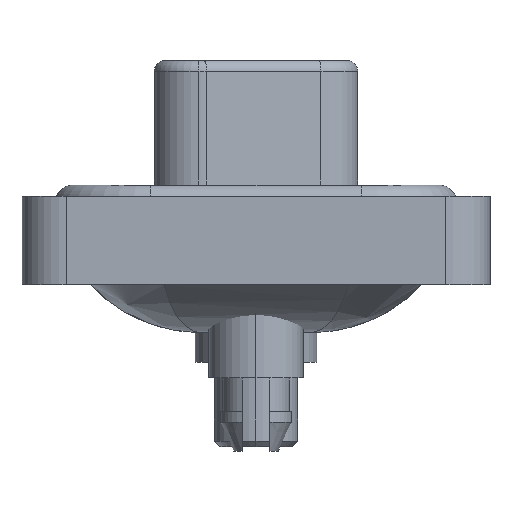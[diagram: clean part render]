
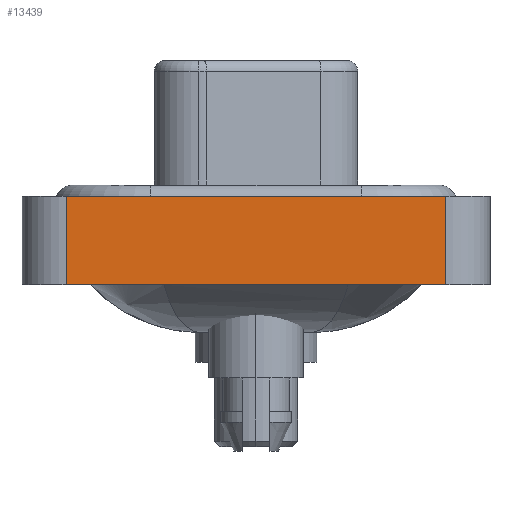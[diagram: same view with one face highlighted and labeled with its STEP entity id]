
A CAD part, left-side view. The second image highlights one B-rep face of the part: STEP entity #13439.
In plain terms, the highlighted planar face has unit normal (-1, 0, 0).
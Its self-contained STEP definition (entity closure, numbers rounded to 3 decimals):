
#507 = CARTESIAN_POINT ( 'NONE',  ( -7.3, -8.55, -3.6 ) ) ;
#763 = CARTESIAN_POINT ( 'NONE',  ( -7.3, -8.55, 0.4 ) ) ;
#1006 = EDGE_CURVE ( 'NONE', #3405, #1749, #23540, .T. ) ;
#1062 = VECTOR ( 'NONE', #19709, 1000. ) ;
#1326 = ORIENTED_EDGE ( 'NONE', *, *, #15872, .F. ) ;
#1468 = CARTESIAN_POINT ( 'NONE',  ( -7.3, -8.55, -3.6 ) ) ;
#1749 = VERTEX_POINT ( 'NONE', #507 ) ;
#3112 = DIRECTION ( 'NONE',  ( 0., -1., 0. ) ) ;
#3293 = EDGE_LOOP ( 'NONE', ( #16491, #7714, #1326, #5106 ) ) ;
#3405 = VERTEX_POINT ( 'NONE', #7560 ) ;
#3592 = LINE ( 'NONE', #18512, #8923 ) ;
#4427 = VECTOR ( 'NONE', #3112, 1000. ) ;
#4994 = PLANE ( 'NONE',  #15175 ) ;
#5068 = CARTESIAN_POINT ( 'NONE',  ( -7.3, -8.55, -3.6 ) ) ;
#5106 = ORIENTED_EDGE ( 'NONE', *, *, #1006, .T. ) ;
#5353 = VECTOR ( 'NONE', #6788, 1000. ) ;
#6753 = LINE ( 'NONE', #11789, #1062 ) ;
#6788 = DIRECTION ( 'NONE',  ( 0., -1., 0. ) ) ;
#7290 = VERTEX_POINT ( 'NONE', #763 ) ;
#7560 = CARTESIAN_POINT ( 'NONE',  ( -7.3, 8.55, -3.6 ) ) ;
#7714 = ORIENTED_EDGE ( 'NONE', *, *, #8748, .F. ) ;
#8748 = EDGE_CURVE ( 'NONE', #16587, #7290, #12305, .T. ) ;
#8907 = DIRECTION ( 'NONE',  ( 0., 0., 1. ) ) ;
#8923 = VECTOR ( 'NONE', #15684, 1000. ) ;
#10585 = CARTESIAN_POINT ( 'NONE',  ( -7.3, 8.55, 0.4 ) ) ;
#11789 = CARTESIAN_POINT ( 'NONE',  ( -7.3, -8.55, -3.6 ) ) ;
#12190 = CARTESIAN_POINT ( 'NONE',  ( -7.3, -8.55, 0.4 ) ) ;
#12305 = LINE ( 'NONE', #12190, #5353 ) ;
#13439 = ADVANCED_FACE ( 'NONE', ( #18473 ), #4994, .T. ) ;
#15175 = AXIS2_PLACEMENT_3D ( 'NONE', #1468, #22122, #8907 ) ;
#15684 = DIRECTION ( 'NONE',  ( 0., 0., 1. ) ) ;
#15872 = EDGE_CURVE ( 'NONE', #3405, #16587, #3592, .T. ) ;
#16491 = ORIENTED_EDGE ( 'NONE', *, *, #19947, .T. ) ;
#16587 = VERTEX_POINT ( 'NONE', #10585 ) ;
#18473 = FACE_OUTER_BOUND ( 'NONE', #3293, .T. ) ;
#18512 = CARTESIAN_POINT ( 'NONE',  ( -7.3, 8.55, -3.6 ) ) ;
#19709 = DIRECTION ( 'NONE',  ( 0., 0., 1. ) ) ;
#19947 = EDGE_CURVE ( 'NONE', #1749, #7290, #6753, .T. ) ;
#22122 = DIRECTION ( 'NONE',  ( -1., 0., 0. ) ) ;
#23540 = LINE ( 'NONE', #5068, #4427 ) ;
